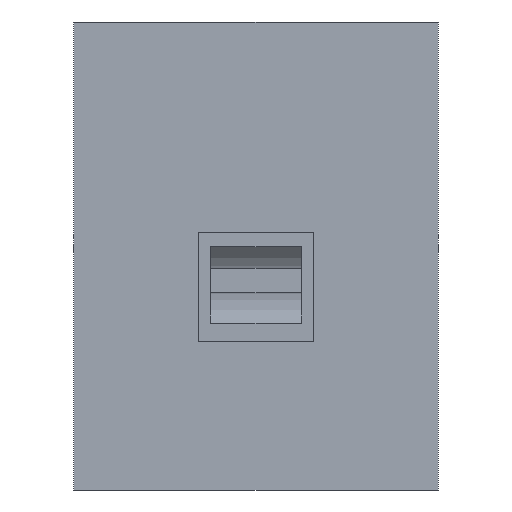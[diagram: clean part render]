
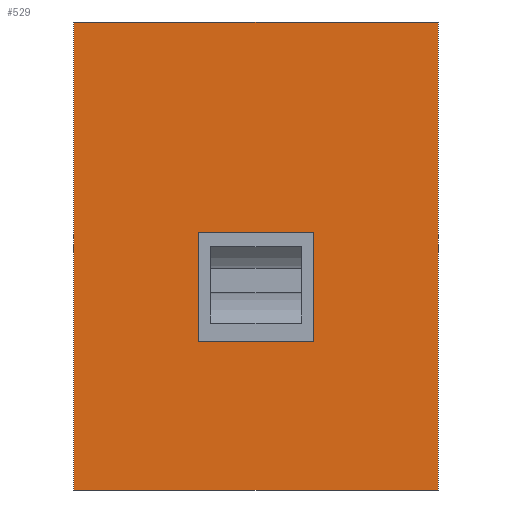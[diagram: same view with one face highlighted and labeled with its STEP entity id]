
A CAD part, front view. The second image highlights one B-rep face of the part: STEP entity #529.
In plain terms, the highlighted planar face has unit normal (0, -1, 0).
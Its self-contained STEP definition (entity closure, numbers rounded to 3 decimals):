
#19=FACE_BOUND('',#80,.T.);
#47=FACE_OUTER_BOUND('',#79,.T.);
#79=EDGE_LOOP('',(#413,#414,#415,#416));
#80=EDGE_LOOP('',(#417,#418,#419,#420));
#106=LINE('',#766,#170);
#110=LINE('',#777,#174);
#111=LINE('',#780,#175);
#120=LINE('',#797,#184);
#124=LINE('',#806,#188);
#126=LINE('',#811,#190);
#130=LINE('',#819,#194);
#136=LINE('',#830,#200);
#170=VECTOR('',#617,10.);
#174=VECTOR('',#627,10.);
#175=VECTOR('',#630,10.);
#184=VECTOR('',#649,10.);
#188=VECTOR('',#655,10.);
#190=VECTOR('',#659,10.);
#194=VECTOR('',#667,10.);
#200=VECTOR('',#675,10.);
#235=VERTEX_POINT('',#763);
#236=VERTEX_POINT('',#765);
#240=VERTEX_POINT('',#775);
#241=VERTEX_POINT('',#779);
#245=VERTEX_POINT('',#799);
#248=VERTEX_POINT('',#804);
#250=VERTEX_POINT('',#810);
#252=VERTEX_POINT('',#818);
#283=EDGE_CURVE('',#236,#235,#106,.T.);
#289=EDGE_CURVE('',#235,#240,#110,.T.);
#290=EDGE_CURVE('',#241,#236,#111,.T.);
#300=EDGE_CURVE('',#240,#241,#120,.T.);
#304=EDGE_CURVE('',#248,#245,#124,.T.);
#306=EDGE_CURVE('',#245,#250,#126,.T.);
#310=EDGE_CURVE('',#252,#248,#130,.T.);
#316=EDGE_CURVE('',#250,#252,#136,.T.);
#413=ORIENTED_EDGE('',*,*,#306,.F.);
#414=ORIENTED_EDGE('',*,*,#304,.F.);
#415=ORIENTED_EDGE('',*,*,#310,.F.);
#416=ORIENTED_EDGE('',*,*,#316,.F.);
#417=ORIENTED_EDGE('',*,*,#283,.T.);
#418=ORIENTED_EDGE('',*,*,#289,.T.);
#419=ORIENTED_EDGE('',*,*,#300,.T.);
#420=ORIENTED_EDGE('',*,*,#290,.T.);
#501=PLANE('',#578);
#529=ADVANCED_FACE('',(#47,#19),#501,.T.);
#578=AXIS2_PLACEMENT_3D('',#831,#676,#677);
#617=DIRECTION('',(0.,0.,1.));
#627=DIRECTION('',(1.,0.,0.));
#630=DIRECTION('',(-1.,0.,0.));
#649=DIRECTION('',(0.,0.,-1.));
#655=DIRECTION('',(0.,0.,-1.));
#659=DIRECTION('',(-1.,0.,0.));
#667=DIRECTION('',(1.,0.,0.));
#675=DIRECTION('',(0.,0.,1.));
#676=DIRECTION('center_axis',(0.,-1.,0.));
#677=DIRECTION('ref_axis',(0.,0.,-1.));
#763=CARTESIAN_POINT('',(-4.743,30.184,3.405));
#765=CARTESIAN_POINT('',(-4.743,30.184,-3.199));
#766=CARTESIAN_POINT('',(-4.743,30.184,10.422));
#775=CARTESIAN_POINT('',(4.743,30.184,3.405));
#777=CARTESIAN_POINT('',(0.,30.184,3.405));
#779=CARTESIAN_POINT('',(4.743,30.184,-3.199));
#780=CARTESIAN_POINT('',(0.,30.184,-3.199));
#797=CARTESIAN_POINT('',(4.743,30.184,10.422));
#799=CARTESIAN_POINT('',(15.,30.184,-17.171));
#804=CARTESIAN_POINT('',(15.,30.184,21.329));
#806=CARTESIAN_POINT('',(15.,30.184,-17.171));
#810=CARTESIAN_POINT('',(-15.,30.184,-17.171));
#811=CARTESIAN_POINT('',(0.,30.184,-17.171));
#818=CARTESIAN_POINT('',(-15.,30.184,21.329));
#819=CARTESIAN_POINT('',(0.,30.184,21.329));
#830=CARTESIAN_POINT('',(-15.,30.184,-17.171));
#831=CARTESIAN_POINT('Origin',(0.,30.184,21.329));
